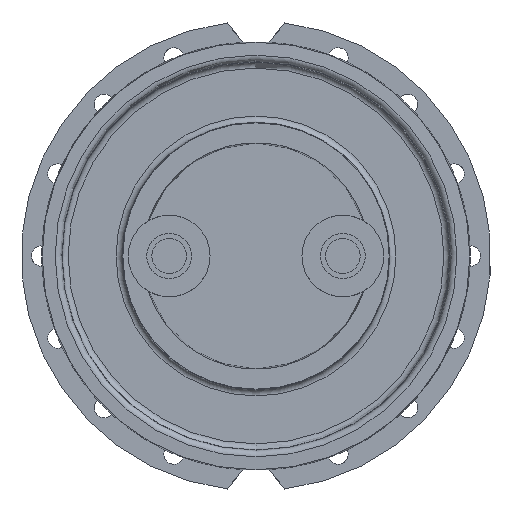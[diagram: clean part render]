
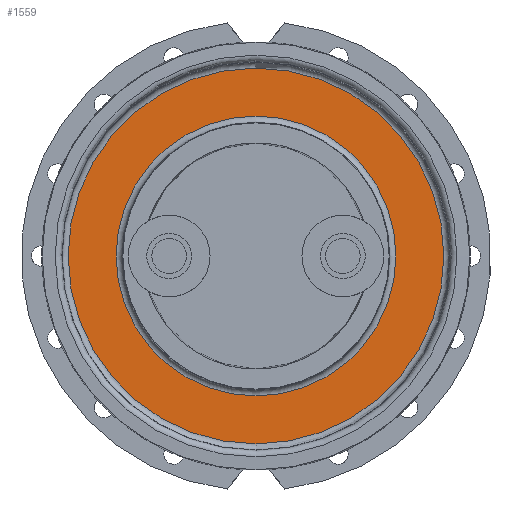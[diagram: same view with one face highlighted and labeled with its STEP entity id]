
A CAD part, front view. The second image highlights one B-rep face of the part: STEP entity #1559.
In plain terms, the highlighted planar face has unit normal (0, -1, 0).
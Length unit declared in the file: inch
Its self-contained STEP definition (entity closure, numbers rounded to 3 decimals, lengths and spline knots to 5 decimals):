
#15=ELLIPSE('',#1754,0.25958,0.18475);
#16=ELLIPSE('',#1756,0.25935,0.18474);
#33=FACE_BOUND('',#288,.T.);
#136=PLANE('',#1761);
#198=FACE_OUTER_BOUND('',#287,.T.);
#287=EDGE_LOOP('',(#1364,#1365,#1366,#1367));
#288=EDGE_LOOP('',(#1368));
#518=CIRCLE('',#1753,0.36217);
#519=CIRCLE('',#1755,0.36217);
#523=CIRCLE('',#1762,0.26972);
#691=VERTEX_POINT('',#3318);
#692=VERTEX_POINT('',#3320);
#693=VERTEX_POINT('',#3322);
#694=VERTEX_POINT('',#3324);
#698=VERTEX_POINT('',#3336);
#926=EDGE_CURVE('',#691,#692,#518,.T.);
#927=EDGE_CURVE('',#692,#693,#15,.T.);
#928=EDGE_CURVE('',#693,#694,#519,.T.);
#929=EDGE_CURVE('',#694,#691,#16,.T.);
#934=EDGE_CURVE('',#698,#698,#523,.T.);
#1364=ORIENTED_EDGE('',*,*,#926,.F.);
#1365=ORIENTED_EDGE('',*,*,#929,.F.);
#1366=ORIENTED_EDGE('',*,*,#928,.F.);
#1367=ORIENTED_EDGE('',*,*,#927,.F.);
#1368=ORIENTED_EDGE('',*,*,#934,.F.);
#1559=ADVANCED_FACE('',(#198,#33),#136,.F.);
#1753=AXIS2_PLACEMENT_3D('',#3321,#2179,#2180);
#1754=AXIS2_PLACEMENT_3D('',#3323,#2181,#2182);
#1755=AXIS2_PLACEMENT_3D('',#3325,#2183,#2184);
#1756=AXIS2_PLACEMENT_3D('',#3326,#2185,#2186);
#1761=AXIS2_PLACEMENT_3D('',#3335,#2196,#2197);
#1762=AXIS2_PLACEMENT_3D('',#3337,#2198,#2199);
#2179=DIRECTION('center_axis',(0.,1.,0.));
#2180=DIRECTION('ref_axis',(-0.005,0.,
1.));
#2181=DIRECTION('center_axis',(0.,1.,0.));
#2182=DIRECTION('ref_axis',(0.998,0.,-0.064));
#2183=DIRECTION('center_axis',(0.,1.,0.));
#2184=DIRECTION('ref_axis',(0.005,0.,-1.));
#2185=DIRECTION('center_axis',(0.,1.,0.));
#2186=DIRECTION('ref_axis',(0.998,0.,-0.064));
#2196=DIRECTION('center_axis',(0.,1.,0.));
#2197=DIRECTION('ref_axis',(0.,0.,1.));
#2198=DIRECTION('center_axis',(0.,-1.,0.));
#2199=DIRECTION('ref_axis',(0.,0.,
1.));
#3318=CARTESIAN_POINT('',(0.,0.14533,-0.36217));
#3320=CARTESIAN_POINT('',(-0.00194,0.14533,0.36217));
#3321=CARTESIAN_POINT('Origin',(0.,0.14533,
0.));
#3322=CARTESIAN_POINT('',(0.,0.14533,0.36217));
#3323=CARTESIAN_POINT('Origin',(0.01146,0.14533,0.17706));
#3324=CARTESIAN_POINT('',(0.00194,0.14533,-0.36217));
#3325=CARTESIAN_POINT('Origin',(0.,0.14533,
0.));
#3326=CARTESIAN_POINT('Origin',(-0.01142,0.14533,-0.17706));
#3335=CARTESIAN_POINT('Origin',(0.,0.14533,0.));
#3336=CARTESIAN_POINT('',(0.,0.14533,-0.26972));
#3337=CARTESIAN_POINT('Origin',(0.,0.14533,
0.));
